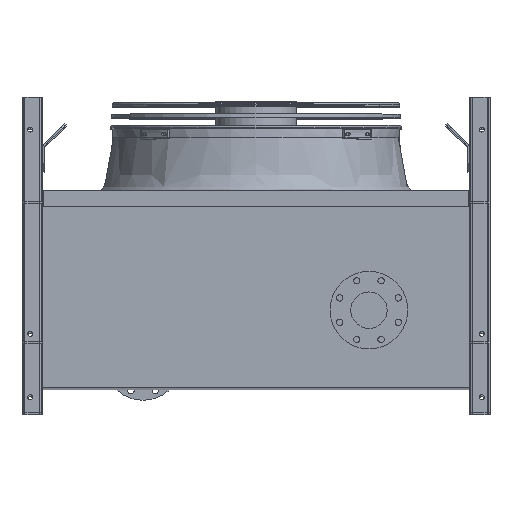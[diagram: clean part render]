
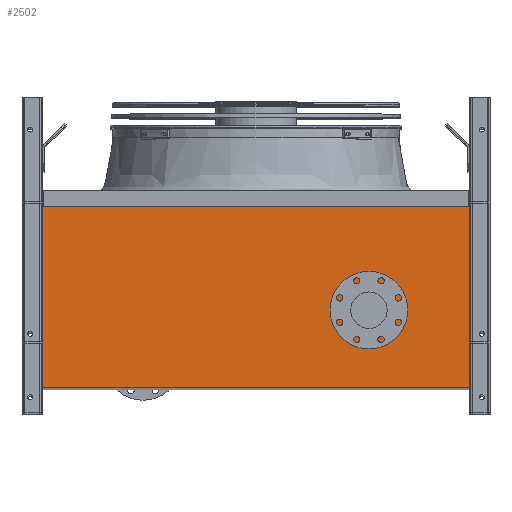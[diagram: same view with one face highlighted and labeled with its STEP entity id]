
A CAD part, top view. The second image highlights one B-rep face of the part: STEP entity #2502.
In plain terms, the highlighted planar face has unit normal (0, 0, 1).
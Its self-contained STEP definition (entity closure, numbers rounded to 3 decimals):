
#5 = CARTESIAN_POINT ( 'NONE',  ( 374., 220., 240. ) ) ;
#403 = AXIS2_PLACEMENT_3D ( 'NONE', #8906, #10774, #10188 ) ;
#478 = LINE ( 'NONE', #8968, #11322 ) ;
#1357 = CARTESIAN_POINT ( 'NONE',  ( 605., 0., 240. ) ) ;
#1631 = ORIENTED_EDGE ( 'NONE', *, *, #15018, .F. ) ;
#2266 = VERTEX_POINT ( 'NONE', #5 ) ;
#2396 = VERTEX_POINT ( 'NONE', #1357 ) ;
#2502 = ADVANCED_FACE ( 'NONE', ( #16572, #13177 ), #17571, .T. ) ;
#3793 = CARTESIAN_POINT ( 'NONE',  ( -605., 0., 240. ) ) ;
#4218 = EDGE_LOOP ( 'NONE', ( #15749, #12452, #5020, #12883 ) ) ;
#4766 = DIRECTION ( 'NONE',  ( 0., -1., 0. ) ) ;
#4943 = VECTOR ( 'NONE', #5938, 1000. ) ;
#5020 = ORIENTED_EDGE ( 'NONE', *, *, #15042, .T. ) ;
#5495 = CARTESIAN_POINT ( 'NONE',  ( -605., 515., 240. ) ) ;
#5938 = DIRECTION ( 'NONE',  ( 0., 1., 0. ) ) ;
#6544 = CARTESIAN_POINT ( 'NONE',  ( 605., 0., 240. ) ) ;
#6827 = VERTEX_POINT ( 'NONE', #8676 ) ;
#7511 = AXIS2_PLACEMENT_3D ( 'NONE', #18260, #17653, #17491 ) ;
#7606 = DIRECTION ( 'NONE',  ( -1., 0., 0. ) ) ;
#7658 = DIRECTION ( 'NONE',  ( 1., 0., 0. ) ) ;
#8676 = CARTESIAN_POINT ( 'NONE',  ( -605., 515., 240. ) ) ;
#8906 = CARTESIAN_POINT ( 'NONE',  ( 320., 220., 240. ) ) ;
#8968 = CARTESIAN_POINT ( 'NONE',  ( -605., 0., 240. ) ) ;
#9183 = LINE ( 'NONE', #14296, #12378 ) ;
#10188 = DIRECTION ( 'NONE',  ( 1., 0., 0. ) ) ;
#10774 = DIRECTION ( 'NONE',  ( 0., 0., 1. ) ) ;
#10893 = LINE ( 'NONE', #5495, #18004 ) ;
#11322 = VECTOR ( 'NONE', #7658, 1000. ) ;
#12378 = VECTOR ( 'NONE', #7606, 1000. ) ;
#12452 = ORIENTED_EDGE ( 'NONE', *, *, #14937, .T. ) ;
#12883 = ORIENTED_EDGE ( 'NONE', *, *, #15037, .T. ) ;
#12899 = VERTEX_POINT ( 'NONE', #3793 ) ;
#13175 = EDGE_LOOP ( 'NONE', ( #1631 ) ) ;
#13177 = FACE_BOUND ( 'NONE', #13175, .T. ) ;
#14095 = CIRCLE ( 'NONE', #403, 54. ) ;
#14296 = CARTESIAN_POINT ( 'NONE',  ( 605., 515., 240. ) ) ;
#14320 = CARTESIAN_POINT ( 'NONE',  ( 605., 515., 240. ) ) ;
#14937 = EDGE_CURVE ( 'NONE', #12899, #2396, #478, .T. ) ;
#14958 = EDGE_CURVE ( 'NONE', #6827, #12899, #10893, .T. ) ;
#15018 = EDGE_CURVE ( 'NONE', #2266, #2266, #14095, .T. ) ;
#15037 = EDGE_CURVE ( 'NONE', #16039, #6827, #9183, .T. ) ;
#15042 = EDGE_CURVE ( 'NONE', #2396, #16039, #16168, .T. ) ;
#15749 = ORIENTED_EDGE ( 'NONE', *, *, #14958, .T. ) ;
#16039 = VERTEX_POINT ( 'NONE', #14320 ) ;
#16168 = LINE ( 'NONE', #6544, #4943 ) ;
#16572 = FACE_OUTER_BOUND ( 'NONE', #4218, .T. ) ;
#17491 = DIRECTION ( 'NONE',  ( 1., 0., 0. ) ) ;
#17571 = PLANE ( 'NONE',  #7511 ) ;
#17653 = DIRECTION ( 'NONE',  ( 0., 0., 1. ) ) ;
#18004 = VECTOR ( 'NONE', #4766, 1000. ) ;
#18260 = CARTESIAN_POINT ( 'NONE',  ( 0., 0., 240. ) ) ;
